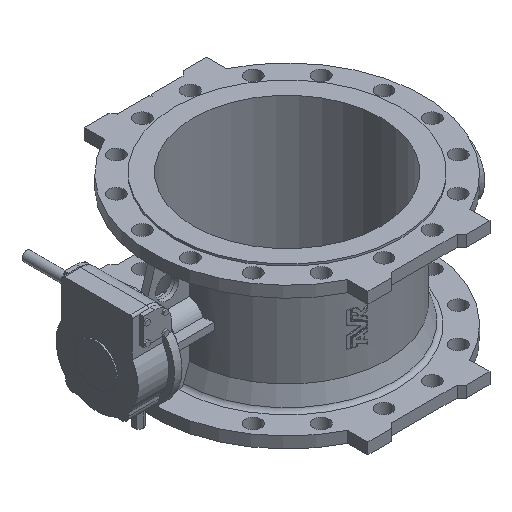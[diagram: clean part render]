
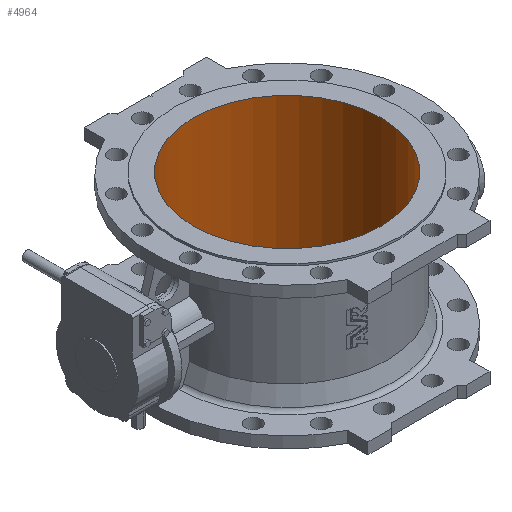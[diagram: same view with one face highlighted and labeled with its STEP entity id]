
A CAD part, isometric view. The second image highlights one B-rep face of the part: STEP entity #4964.
In plain terms, the highlighted cylindrical face has radius 200 mm (diameter 400 mm), a full revolution.
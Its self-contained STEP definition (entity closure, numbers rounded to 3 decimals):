
#1362 = ORIENTED_EDGE ( 'NONE', *, *, #5046, .F. ) ;
#1363 = ORIENTED_EDGE ( 'NONE', *, *, #5028, .T. ) ;
#3341 = EDGE_LOOP ( 'NONE', ( #1363 ) ) ;
#3366 = EDGE_LOOP ( 'NONE', ( #1362 ) ) ;
#4964 = ADVANCED_FACE ( 'NONE', ( #5756, #5761 ), #5763, .F. ) ;
#5028 = EDGE_CURVE ( 'NONE', #16735, #16735, #5957, .T. ) ;
#5046 = EDGE_CURVE ( 'NONE', #16755, #16755, #5984, .T. ) ;
#5756 = FACE_OUTER_BOUND ( 'NONE', #3366, .T. ) ;
#5761 = FACE_OUTER_BOUND ( 'NONE', #3341, .T. ) ;
#5763 = CYLINDRICAL_SURFACE ( 'NONE', #9847, 200. ) ;
#5957 = CIRCLE ( 'NONE', #9892, 200. ) ;
#5984 = CIRCLE ( 'NONE', #9901, 200. ) ;
#9847 = AXIS2_PLACEMENT_3D ( 'NONE', #15781, #15778, #15777 ) ;
#9892 = AXIS2_PLACEMENT_3D ( 'NONE', #15962, #15963, #15964 ) ;
#9901 = AXIS2_PLACEMENT_3D ( 'NONE', #16007, #16008, #16009 ) ;
#15777 = DIRECTION ( 'NONE',  ( -1., 0., 0. ) ) ;
#15778 = DIRECTION ( 'NONE',  ( 0., 0., 1. ) ) ;
#15781 = CARTESIAN_POINT ( 'NONE',  ( 0., -3., 133.661 ) ) ;
#15962 = CARTESIAN_POINT ( 'NONE',  ( 0., -3., 155. ) ) ;
#15963 = DIRECTION ( 'NONE',  ( 0., 0., 1. ) ) ;
#15964 = DIRECTION ( 'NONE',  ( -1., 0., 0. ) ) ;
#16007 = CARTESIAN_POINT ( 'NONE',  ( 0., -3., -155. ) ) ;
#16008 = DIRECTION ( 'NONE',  ( 0., 0., 1. ) ) ;
#16009 = DIRECTION ( 'NONE',  ( -1., 0., 0. ) ) ;
#16735 = VERTEX_POINT ( 'NONE', #17390 ) ;
#16755 = VERTEX_POINT ( 'NONE', #17398 ) ;
#17390 = CARTESIAN_POINT ( 'NONE',  ( -200., -3., 155. ) ) ;
#17398 = CARTESIAN_POINT ( 'NONE',  ( -200., -3., -155. ) ) ;
